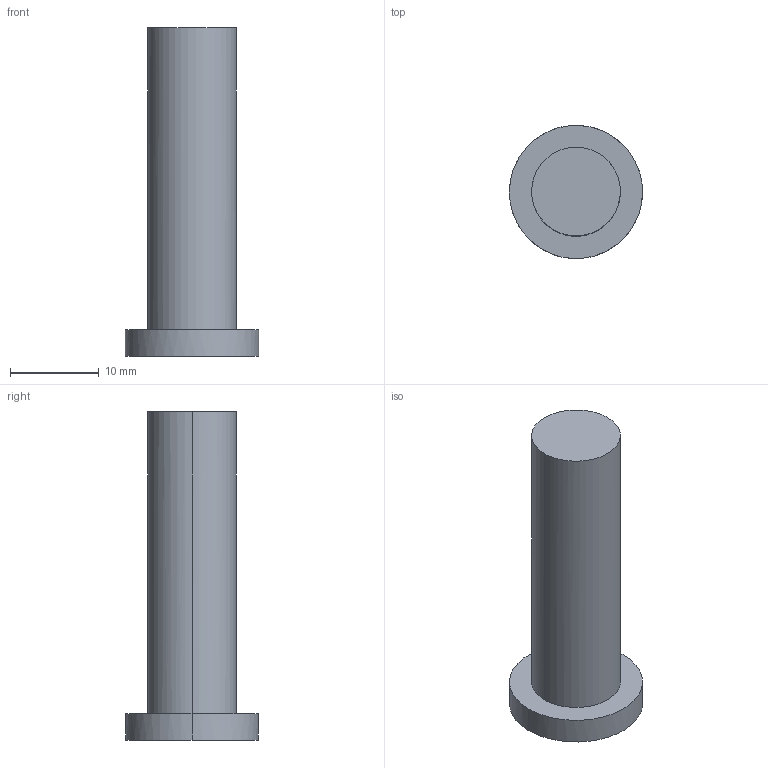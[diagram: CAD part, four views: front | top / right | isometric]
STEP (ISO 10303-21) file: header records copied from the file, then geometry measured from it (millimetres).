
FILE_DESCRIPTION(('CAx 4th Joint Test Round - Test Model XR1','Bolt Piece Part File '),'1');
FILE_NAME('xr1-tc-blt.stp','2000-05-26 T12:47:12',('SD Yates '),('Theorem Solutions Ltd'),'THEOREM SOLUTIONS CADDS -> AP214 DIS PREPROCESSOR 4.2.002','CADDS4X/5 - CAMU','AP Ranger ');
FILE_SCHEMA(('AUTOMOTIVE_DESIGN { 1 2 10303 214 0 1 1 1 } '));
Length unit declared in the file: millimetre
Products named in the file (1): bolt
Bounding box: 15 x 14.98 x 37 mm (x, y, z)
Volume: 3200.7 mm3; surface area: 1563 mm2
Topology: 1 solids, 1 shells, 7 faces, 12 edges, 8 vertices
Faces by surface type: cylinder 4, plane 3
Entity records: 194 total; most frequent: CARTESIAN_POINT 53, ORIENTED_EDGE 24, DIRECTION 22, EDGE_CURVE 12, AXIS2_PLACEMENT_3D 9, VERTEX_POINT 8, EDGE_LOOP 8, FACE_OUTER_BOUND 7
